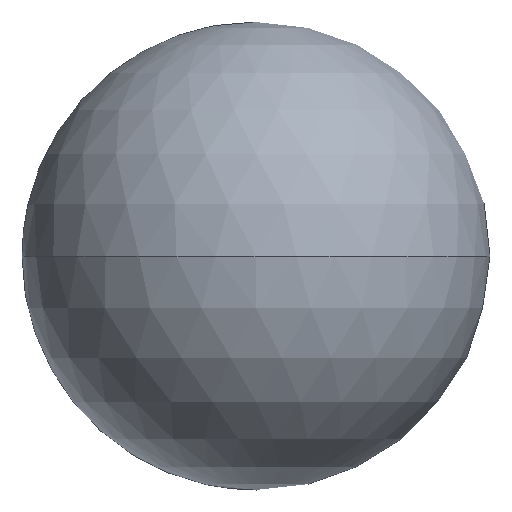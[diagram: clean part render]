
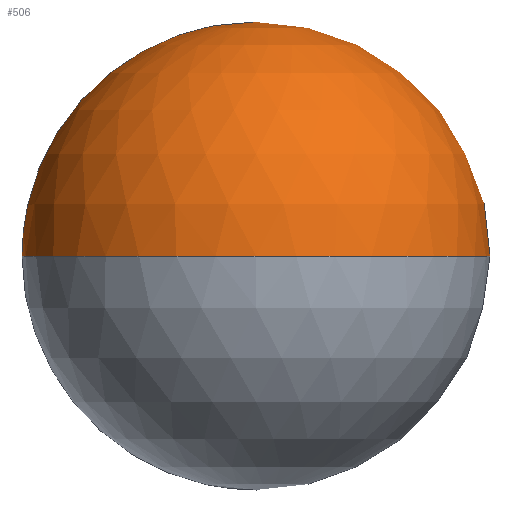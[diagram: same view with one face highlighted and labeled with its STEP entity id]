
A CAD part, left-side view. The second image highlights one B-rep face of the part: STEP entity #506.
In plain terms, the highlighted spherical face has radius 20 mm.
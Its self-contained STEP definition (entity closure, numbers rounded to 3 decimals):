
#8 = EDGE_LOOP ( 'NONE', ( #165, #501, #492 ) ) ;
#9 = CARTESIAN_POINT ( 'NONE',  ( 20., 0., 0. ) ) ;
#44 = AXIS2_PLACEMENT_3D ( 'NONE', #298, #460, #338 ) ;
#49 = CARTESIAN_POINT ( 'NONE',  ( 37., 0., 0. ) ) ;
#125 = EDGE_CURVE ( 'NONE', #439, #359, #550, .T. ) ;
#165 = ORIENTED_EDGE ( 'NONE', *, *, #586, .F. ) ;
#199 = CIRCLE ( 'NONE', #555, 20. ) ;
#245 = CARTESIAN_POINT ( 'NONE',  ( 37., -10.536, 0. ) ) ;
#298 = CARTESIAN_POINT ( 'NONE',  ( 20., 0., 0. ) ) ;
#313 = FACE_OUTER_BOUND ( 'NONE', #8, .T. ) ;
#327 = DIRECTION ( 'NONE',  ( -1., 0., 0. ) ) ;
#338 = DIRECTION ( 'NONE',  ( 0., 1., 0. ) ) ;
#354 = DIRECTION ( 'NONE',  ( 0., 0., 1. ) ) ;
#355 = CARTESIAN_POINT ( 'NONE',  ( 20., 0., 0. ) ) ;
#356 = EDGE_CURVE ( 'NONE', #535, #439, #467, .T. ) ;
#359 = VERTEX_POINT ( 'NONE', #365 ) ;
#365 = CARTESIAN_POINT ( 'NONE',  ( 0., 0., 0. ) ) ;
#388 = DIRECTION ( 'NONE',  ( 1., 0., 0. ) ) ;
#420 = DIRECTION ( 'NONE',  ( 0., 0., -1. ) ) ;
#423 = AXIS2_PLACEMENT_3D ( 'NONE', #49, #327, #452 ) ;
#439 = VERTEX_POINT ( 'NONE', #549 ) ;
#452 = DIRECTION ( 'NONE',  ( 0., 0., 1. ) ) ;
#460 = DIRECTION ( 'NONE',  ( 0., 0., -1. ) ) ;
#463 = DIRECTION ( 'NONE',  ( 0., 1., 0. ) ) ;
#467 = CIRCLE ( 'NONE', #423, 10.536 ) ;
#492 = ORIENTED_EDGE ( 'NONE', *, *, #125, .T. ) ;
#501 = ORIENTED_EDGE ( 'NONE', *, *, #356, .T. ) ;
#506 = ADVANCED_FACE ( 'NONE', ( #313 ), #577, .T. ) ;
#532 = AXIS2_PLACEMENT_3D ( 'NONE', #355, #354, #388 ) ;
#535 = VERTEX_POINT ( 'NONE', #245 ) ;
#549 = CARTESIAN_POINT ( 'NONE',  ( 37., 10.536, 0. ) ) ;
#550 = CIRCLE ( 'NONE', #532, 20. ) ;
#555 = AXIS2_PLACEMENT_3D ( 'NONE', #9, #420, #463 ) ;
#577 = SPHERICAL_SURFACE ( 'NONE', #44, 20. ) ;
#586 = EDGE_CURVE ( 'NONE', #535, #359, #199, .T. ) ;
